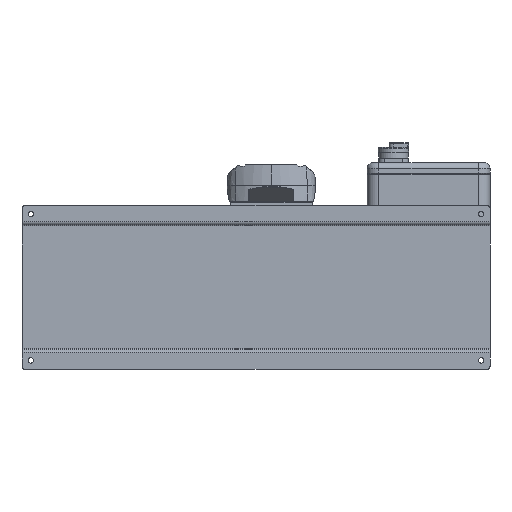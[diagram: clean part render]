
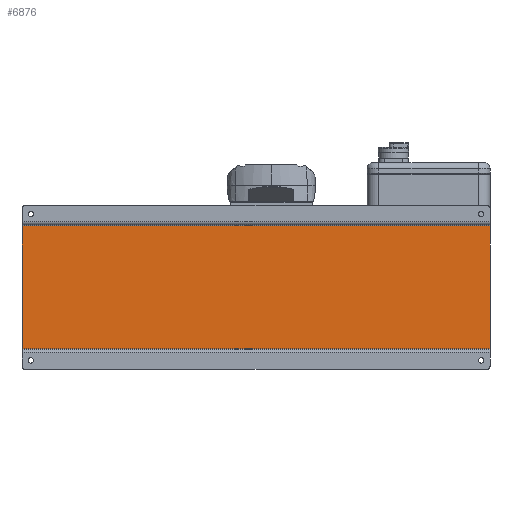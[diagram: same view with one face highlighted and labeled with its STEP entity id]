
A CAD part, front view. The second image highlights one B-rep face of the part: STEP entity #6876.
In plain terms, the highlighted planar face has unit normal (0, -1, 0).
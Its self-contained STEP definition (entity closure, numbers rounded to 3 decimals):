
#103 = LINE ( 'NONE', #68408, #10110 ) ;
#195 = ORIENTED_EDGE ( 'NONE', *, *, #21991, .T. ) ;
#4150 = VECTOR ( 'NONE', #19442, 1000. ) ;
#6027 = DIRECTION ( 'NONE',  ( 0., 0., -1. ) ) ;
#6152 = VERTEX_POINT ( 'NONE', #76649 ) ;
#6876 = ADVANCED_FACE ( 'NONE', ( #65799 ), #31165, .F. ) ;
#10110 = VECTOR ( 'NONE', #6027, 1000. ) ;
#10554 = AXIS2_PLACEMENT_3D ( 'NONE', #81726, #66251, #24869 ) ;
#14254 = LINE ( 'NONE', #29205, #53307 ) ;
#14887 = ORIENTED_EDGE ( 'NONE', *, *, #47604, .F. ) ;
#19442 = DIRECTION ( 'NONE',  ( 0., 0., -1. ) ) ;
#21991 = EDGE_CURVE ( 'NONE', #60495, #49819, #83420, .T. ) ;
#24869 = DIRECTION ( 'NONE',  ( 0., 0., 1. ) ) ;
#25346 = CARTESIAN_POINT ( 'NONE',  ( 400., 51., 105. ) ) ;
#29205 = CARTESIAN_POINT ( 'NONE',  ( 400., 51., -105. ) ) ;
#31165 = PLANE ( 'NONE',  #10554 ) ;
#33330 = EDGE_CURVE ( 'NONE', #49819, #6152, #103, .T. ) ;
#43615 = CARTESIAN_POINT ( 'NONE',  ( -400., 51., 105. ) ) ;
#47604 = EDGE_CURVE ( 'NONE', #68206, #6152, #14254, .T. ) ;
#48364 = DIRECTION ( 'NONE',  ( -1., 0., 0. ) ) ;
#49236 = CARTESIAN_POINT ( 'NONE',  ( 400., 51., 105. ) ) ;
#49819 = VERTEX_POINT ( 'NONE', #43615 ) ;
#53307 = VECTOR ( 'NONE', #63382, 1000. ) ;
#60495 = VERTEX_POINT ( 'NONE', #87212 ) ;
#61818 = EDGE_CURVE ( 'NONE', #60495, #68206, #87656, .T. ) ;
#63382 = DIRECTION ( 'NONE',  ( -1., 0., 0. ) ) ;
#65799 = FACE_OUTER_BOUND ( 'NONE', #75680, .T. ) ;
#66039 = VECTOR ( 'NONE', #48364, 1000. ) ;
#66251 = DIRECTION ( 'NONE',  ( 0., 1., 0. ) ) ;
#68206 = VERTEX_POINT ( 'NONE', #74905 ) ;
#68408 = CARTESIAN_POINT ( 'NONE',  ( -400., 51., -105. ) ) ;
#74905 = CARTESIAN_POINT ( 'NONE',  ( 400., 51., -105. ) ) ;
#75680 = EDGE_LOOP ( 'NONE', ( #86074, #14887, #76150, #195 ) ) ;
#76150 = ORIENTED_EDGE ( 'NONE', *, *, #61818, .F. ) ;
#76649 = CARTESIAN_POINT ( 'NONE',  ( -400., 51., -105. ) ) ;
#81726 = CARTESIAN_POINT ( 'NONE',  ( 400., 51., -105. ) ) ;
#83420 = LINE ( 'NONE', #49236, #66039 ) ;
#86074 = ORIENTED_EDGE ( 'NONE', *, *, #33330, .T. ) ;
#87212 = CARTESIAN_POINT ( 'NONE',  ( 400., 51., 105. ) ) ;
#87656 = LINE ( 'NONE', #25346, #4150 ) ;
